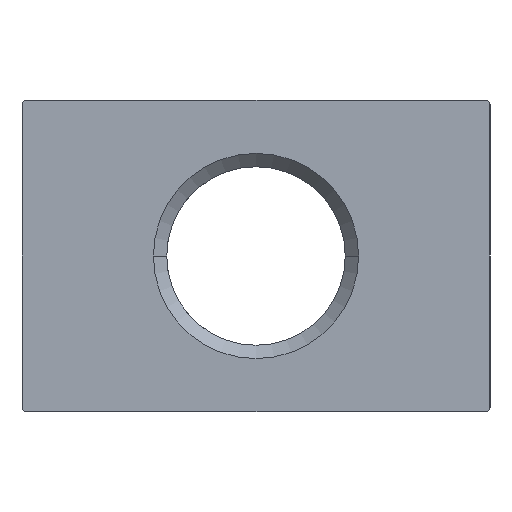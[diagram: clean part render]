
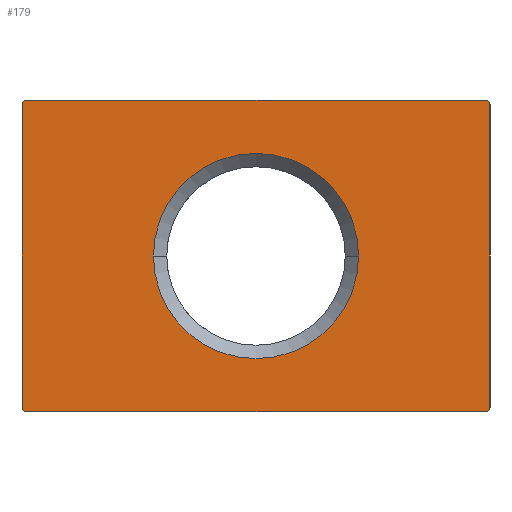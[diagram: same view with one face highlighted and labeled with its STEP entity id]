
A CAD part, left-side view. The second image highlights one B-rep face of the part: STEP entity #179.
In plain terms, the highlighted planar face has unit normal (-1, 0, 0).
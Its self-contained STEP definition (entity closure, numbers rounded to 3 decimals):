
#179=ADVANCED_FACE('',(#362,#363),#364,.T.);
#362=FACE_OUTER_BOUND('',#537,.T.);
#363=FACE_BOUND('',#538,.T.);
#364=PLANE('',#539);
#537=EDGE_LOOP('',(#1020,#1021,#1022,#1023,#1024,#1025,#1026,#1027));
#538=EDGE_LOOP('',(#1028,#1029));
#539=AXIS2_PLACEMENT_3D('',#1030,#1031,#1032);
#1020=ORIENTED_EDGE('',*,*,#1165,.T.);
#1021=ORIENTED_EDGE('',*,*,#1222,.F.);
#1022=ORIENTED_EDGE('',*,*,#1152,.T.);
#1023=ORIENTED_EDGE('',*,*,#1210,.T.);
#1024=ORIENTED_EDGE('',*,*,#1179,.T.);
#1025=ORIENTED_EDGE('',*,*,#1114,.T.);
#1026=ORIENTED_EDGE('',*,*,#1204,.T.);
#1027=ORIENTED_EDGE('',*,*,#1043,.F.);
#1028=ORIENTED_EDGE('',*,*,#1128,.T.);
#1029=ORIENTED_EDGE('',*,*,#1177,.T.);
#1030=CARTESIAN_POINT('',(-90.5,30.0,-10.0));
#1031=DIRECTION('',(-1.0,0.0,0.0));
#1032=DIRECTION('',(0.0,0.0,1.0));
#1043=EDGE_CURVE('',#1240,#1242,#1243,.T.);
#1114=EDGE_CURVE('',#1362,#1359,#1363,.T.);
#1128=EDGE_CURVE('',#1376,#1378,#1380,.T.);
#1152=EDGE_CURVE('',#1418,#1416,#1419,.T.);
#1165=EDGE_CURVE('',#1240,#1438,#1439,.T.);
#1177=EDGE_CURVE('',#1378,#1376,#1455,.T.);
#1179=EDGE_CURVE('',#1457,#1362,#1458,.T.);
#1204=EDGE_CURVE('',#1359,#1242,#1488,.T.);
#1210=EDGE_CURVE('',#1416,#1457,#1494,.T.);
#1222=EDGE_CURVE('',#1418,#1438,#1507,.T.);
#1240=VERTEX_POINT('',#1525);
#1242=VERTEX_POINT('',#1528);
#1243=LINE('',#1529,#1530);
#1359=VERTEX_POINT('',#1844);
#1362=VERTEX_POINT('',#1848);
#1363=LINE('',#1849,#1850);
#1376=VERTEX_POINT('',#1953);
#1378=VERTEX_POINT('',#1956);
#1380=CIRCLE('',#1959,6.579);
#1416=VERTEX_POINT('',#2003);
#1418=VERTEX_POINT('',#2006);
#1419=CIRCLE('',#2007,0.3);
#1438=VERTEX_POINT('',#2031);
#1439=CIRCLE('',#2032,0.3);
#1455=CIRCLE('',#2053,6.579);
#1457=VERTEX_POINT('',#2055);
#1458=CIRCLE('',#2056,0.3);
#1488=CIRCLE('',#2089,0.3);
#1494=LINE('',#2096,#2097);
#1507=LINE('',#2113,#2114);
#1525=CARTESIAN_POINT('',(-90.5,29.7,10.0));
#1528=CARTESIAN_POINT('',(-90.5,0.3,10.0));
#1529=CARTESIAN_POINT('',(-90.5,29.7,10.0));
#1530=VECTOR('',#2131,29.4);
#1844=CARTESIAN_POINT('',(-90.5,0.0,9.7));
#1848=CARTESIAN_POINT('',(-90.5,0.0,-9.7));
#1849=CARTESIAN_POINT('',(-90.5,0.0,-9.7));
#1850=VECTOR('',#2224,19.4);
#1953=CARTESIAN_POINT('',(-90.5,8.422,0.0));
#1956=CARTESIAN_POINT('',(-90.5,21.579,0.));
#1959=AXIS2_PLACEMENT_3D('',#2235,#2236,#2237);
#2003=CARTESIAN_POINT('',(-90.5,29.7,-10.0));
#2006=CARTESIAN_POINT('',(-90.5,30.0,-9.7));
#2007=AXIS2_PLACEMENT_3D('',#2274,#2275,#2276);
#2031=CARTESIAN_POINT('',(-90.5,30.0,9.7));
#2032=AXIS2_PLACEMENT_3D('',#2294,#2295,#2296);
#2053=AXIS2_PLACEMENT_3D('',#2311,#2312,#2313);
#2055=CARTESIAN_POINT('',(-90.5,0.3,-10.0));
#2056=AXIS2_PLACEMENT_3D('',#2314,#2315,#2316);
#2089=AXIS2_PLACEMENT_3D('',#2362,#2363,#2364);
#2096=CARTESIAN_POINT('',(-90.5,29.7,-10.0));
#2097=VECTOR('',#2372,29.4);
#2113=CARTESIAN_POINT('',(-90.5,30.0,-9.7));
#2114=VECTOR('',#2385,19.4);
#2131=DIRECTION('',(0.0,-1.0,0.0));
#2224=DIRECTION('',(0.0,0.0,1.0));
#2235=CARTESIAN_POINT('',(-90.5,15.0,0.0));
#2236=DIRECTION('',(1.0,0.0,0.0));
#2237=DIRECTION('',(0.0,1.0,0.0));
#2274=CARTESIAN_POINT('',(-90.5,29.7,-9.7));
#2275=DIRECTION('',(-1.0,0.0,0.0));
#2276=DIRECTION('',(0.0,1.0,0.0));
#2294=CARTESIAN_POINT('',(-90.5,29.7,9.7));
#2295=DIRECTION('',(-1.0,0.0,0.0));
#2296=DIRECTION('',(0.0,0.0,1.0));
#2311=CARTESIAN_POINT('',(-90.5,15.0,0.0));
#2312=DIRECTION('',(1.0,0.0,0.0));
#2313=DIRECTION('',(0.0,1.0,0.0));
#2314=CARTESIAN_POINT('',(-90.5,0.3,-9.7));
#2315=DIRECTION('',(-1.0,0.0,0.0));
#2316=DIRECTION('',(0.0,0.0,-1.0));
#2362=CARTESIAN_POINT('',(-90.5,0.3,9.7));
#2363=DIRECTION('',(-1.0,0.0,0.0));
#2364=DIRECTION('',(0.0,-1.0,0.0));
#2372=DIRECTION('',(0.0,-1.0,0.0));
#2385=DIRECTION('',(0.0,0.0,1.0));
